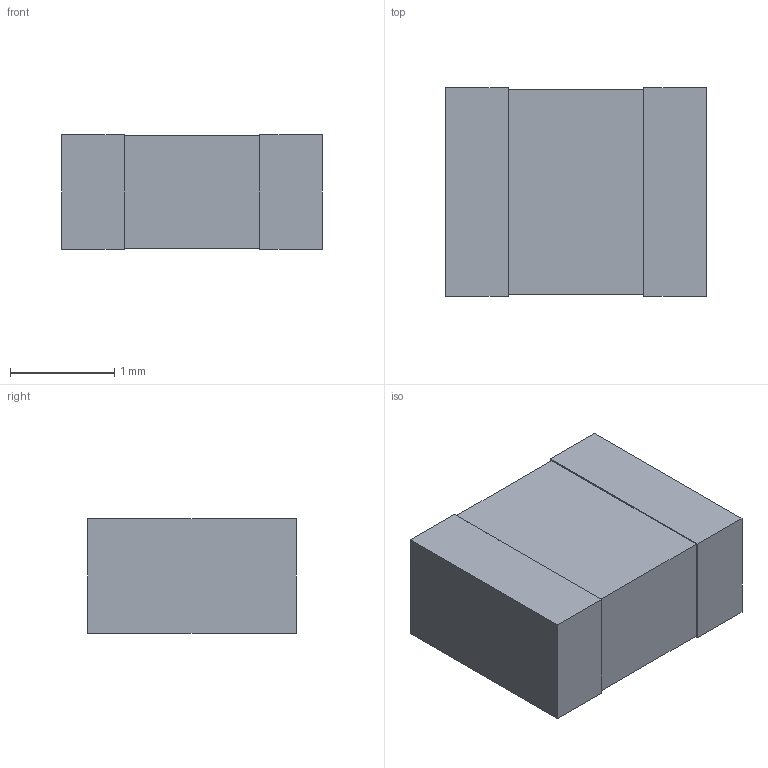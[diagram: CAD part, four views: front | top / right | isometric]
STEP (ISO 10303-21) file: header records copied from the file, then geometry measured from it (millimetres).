
FILE_DESCRIPTION(('FreeCAD Model'),'2;1');
FILE_NAME('293953.1.3.stp','2018-01-09T23:05:21',( 'Author'),(''),'Open CASCADE STEP processor 6.8','FreeCAD','Unknown' );
FILE_SCHEMA(('AUTOMOTIVE_DESIGN_CC2 { 1 2 10303 214 -1 1 5 4 }'));
Length unit declared in the file: millimetre
Products named in the file (4): ASSEMBLY; term1; term2; body
Assembly tree (3 placements, depth 2):
  ASSEMBLY
    term1
    term2
    body
Bounding box: 2.5 x 2 x 1.1 mm (x, y, z)
Volume: 5.4 mm3; surface area: 28.4 mm2
Topology: 3 solids, 3 shells, 18 faces, 36 edges, 24 vertices
Faces by surface type: plane 18
Entity records: 1020 total; most frequent: CARTESIAN_POINT 154, DIRECTION 152, LINE 108, VECTOR 108, ORIENTED_EDGE 72, PCURVE 72, DEFINITIONAL_REPRESENTATION 72, EDGE_CURVE 36
